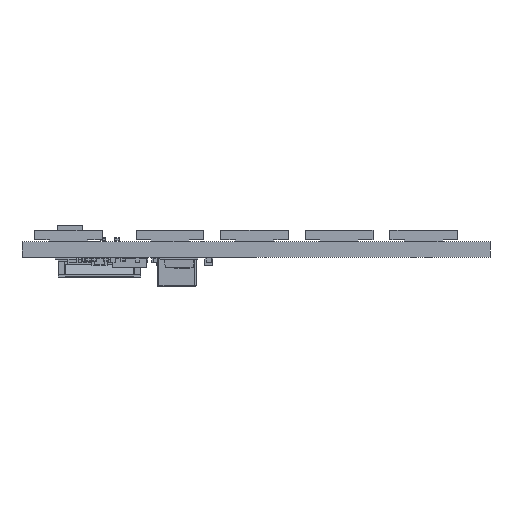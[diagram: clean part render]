
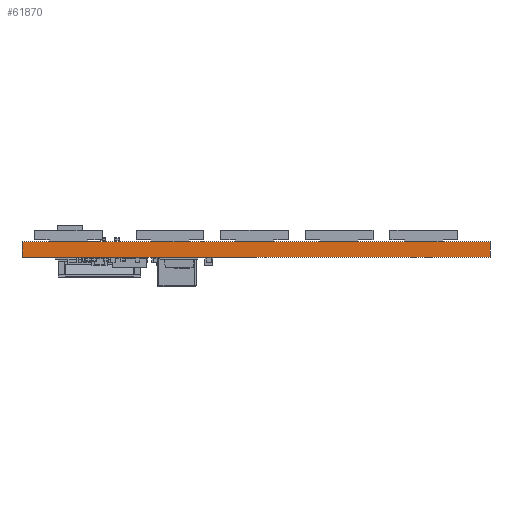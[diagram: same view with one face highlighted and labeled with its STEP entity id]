
A CAD part, left-side view. The second image highlights one B-rep face of the part: STEP entity #61870.
In plain terms, the highlighted planar face has unit normal (-1, 0, 0).
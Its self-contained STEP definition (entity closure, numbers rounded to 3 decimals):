
#61689 = PLANE('',#61690);
#61690 = AXIS2_PLACEMENT_3D('',#61691,#61692,#61693);
#61691 = CARTESIAN_POINT('',(138.4,-40.,0.));
#61692 = DIRECTION('',(0.,-1.,0.));
#61693 = DIRECTION('',(-1.,0.,0.));
#61714 = VERTEX_POINT('',#61715);
#61715 = CARTESIAN_POINT('',(90.,-40.,1.6));
#61729 = PLANE('',#61730);
#61730 = AXIS2_PLACEMENT_3D('',#61731,#61732,#61733);
#61731 = CARTESIAN_POINT('',(114.2,-64.2,1.6));
#61732 = DIRECTION('',(0.,0.,1.));
#61733 = DIRECTION('',(1.,0.,-0.));
#61741 = EDGE_CURVE('',#61742,#61714,#61744,.T.);
#61742 = VERTEX_POINT('',#61743);
#61743 = CARTESIAN_POINT('',(90.,-40.,0.));
#61744 = SURFACE_CURVE('',#61745,(#61749,#61756),.PCURVE_S1.);
#61745 = LINE('',#61746,#61747);
#61746 = CARTESIAN_POINT('',(90.,-40.,0.));
#61747 = VECTOR('',#61748,1.);
#61748 = DIRECTION('',(0.,0.,1.));
#61749 = PCURVE('',#61689,#61750);
#61750 = DEFINITIONAL_REPRESENTATION('',(#61751),#61755);
#61751 = LINE('',#61752,#61753);
#61752 = CARTESIAN_POINT('',(48.4,0.));
#61753 = VECTOR('',#61754,1.);
#61754 = DIRECTION('',(0.,-1.));
#61755 = ( GEOMETRIC_REPRESENTATION_CONTEXT(2) 
PARAMETRIC_REPRESENTATION_CONTEXT() REPRESENTATION_CONTEXT('2D SPACE',''
  ) );
#61756 = PCURVE('',#61757,#61762);
#61757 = PLANE('',#61758);
#61758 = AXIS2_PLACEMENT_3D('',#61759,#61760,#61761);
#61759 = CARTESIAN_POINT('',(90.,-40.,0.));
#61760 = DIRECTION('',(1.,0.,-0.));
#61761 = DIRECTION('',(0.,-1.,0.));
#61762 = DEFINITIONAL_REPRESENTATION('',(#61763),#61767);
#61763 = LINE('',#61764,#61765);
#61764 = CARTESIAN_POINT('',(0.,0.));
#61765 = VECTOR('',#61766,1.);
#61766 = DIRECTION('',(0.,-1.));
#61767 = ( GEOMETRIC_REPRESENTATION_CONTEXT(2) 
PARAMETRIC_REPRESENTATION_CONTEXT() REPRESENTATION_CONTEXT('2D SPACE',''
  ) );
#61783 = PLANE('',#61784);
#61784 = AXIS2_PLACEMENT_3D('',#61785,#61786,#61787);
#61785 = CARTESIAN_POINT('',(114.2,-64.2,0.));
#61786 = DIRECTION('',(0.,0.,1.));
#61787 = DIRECTION('',(1.,0.,-0.));
#61816 = PLANE('',#61817);
#61817 = AXIS2_PLACEMENT_3D('',#61818,#61819,#61820);
#61818 = CARTESIAN_POINT('',(90.,-88.4,0.));
#61819 = DIRECTION('',(0.,1.,0.));
#61820 = DIRECTION('',(1.,0.,0.));
#61870 = ADVANCED_FACE('',(#61871),#61757,.F.);
#61871 = FACE_BOUND('',#61872,.F.);
#61872 = EDGE_LOOP('',(#61873,#61874,#61897,#61920));
#61873 = ORIENTED_EDGE('',*,*,#61741,.T.);
#61874 = ORIENTED_EDGE('',*,*,#61875,.T.);
#61875 = EDGE_CURVE('',#61714,#61876,#61878,.T.);
#61876 = VERTEX_POINT('',#61877);
#61877 = CARTESIAN_POINT('',(90.,-88.4,1.6));
#61878 = SURFACE_CURVE('',#61879,(#61883,#61890),.PCURVE_S1.);
#61879 = LINE('',#61880,#61881);
#61880 = CARTESIAN_POINT('',(90.,-40.,1.6));
#61881 = VECTOR('',#61882,1.);
#61882 = DIRECTION('',(0.,-1.,0.));
#61883 = PCURVE('',#61757,#61884);
#61884 = DEFINITIONAL_REPRESENTATION('',(#61885),#61889);
#61885 = LINE('',#61886,#61887);
#61886 = CARTESIAN_POINT('',(0.,-1.6));
#61887 = VECTOR('',#61888,1.);
#61888 = DIRECTION('',(1.,0.));
#61889 = ( GEOMETRIC_REPRESENTATION_CONTEXT(2) 
PARAMETRIC_REPRESENTATION_CONTEXT() REPRESENTATION_CONTEXT('2D SPACE',''
  ) );
#61890 = PCURVE('',#61729,#61891);
#61891 = DEFINITIONAL_REPRESENTATION('',(#61892),#61896);
#61892 = LINE('',#61893,#61894);
#61893 = CARTESIAN_POINT('',(-24.2,24.2));
#61894 = VECTOR('',#61895,1.);
#61895 = DIRECTION('',(0.,-1.));
#61896 = ( GEOMETRIC_REPRESENTATION_CONTEXT(2) 
PARAMETRIC_REPRESENTATION_CONTEXT() REPRESENTATION_CONTEXT('2D SPACE',''
  ) );
#61897 = ORIENTED_EDGE('',*,*,#61898,.F.);
#61898 = EDGE_CURVE('',#61899,#61876,#61901,.T.);
#61899 = VERTEX_POINT('',#61900);
#61900 = CARTESIAN_POINT('',(90.,-88.4,0.));
#61901 = SURFACE_CURVE('',#61902,(#61906,#61913),.PCURVE_S1.);
#61902 = LINE('',#61903,#61904);
#61903 = CARTESIAN_POINT('',(90.,-88.4,0.));
#61904 = VECTOR('',#61905,1.);
#61905 = DIRECTION('',(0.,0.,1.));
#61906 = PCURVE('',#61757,#61907);
#61907 = DEFINITIONAL_REPRESENTATION('',(#61908),#61912);
#61908 = LINE('',#61909,#61910);
#61909 = CARTESIAN_POINT('',(48.4,0.));
#61910 = VECTOR('',#61911,1.);
#61911 = DIRECTION('',(0.,-1.));
#61912 = ( GEOMETRIC_REPRESENTATION_CONTEXT(2) 
PARAMETRIC_REPRESENTATION_CONTEXT() REPRESENTATION_CONTEXT('2D SPACE',''
  ) );
#61913 = PCURVE('',#61816,#61914);
#61914 = DEFINITIONAL_REPRESENTATION('',(#61915),#61919);
#61915 = LINE('',#61916,#61917);
#61916 = CARTESIAN_POINT('',(0.,0.));
#61917 = VECTOR('',#61918,1.);
#61918 = DIRECTION('',(0.,-1.));
#61919 = ( GEOMETRIC_REPRESENTATION_CONTEXT(2) 
PARAMETRIC_REPRESENTATION_CONTEXT() REPRESENTATION_CONTEXT('2D SPACE',''
  ) );
#61920 = ORIENTED_EDGE('',*,*,#61921,.F.);
#61921 = EDGE_CURVE('',#61742,#61899,#61922,.T.);
#61922 = SURFACE_CURVE('',#61923,(#61927,#61934),.PCURVE_S1.);
#61923 = LINE('',#61924,#61925);
#61924 = CARTESIAN_POINT('',(90.,-40.,0.));
#61925 = VECTOR('',#61926,1.);
#61926 = DIRECTION('',(0.,-1.,0.));
#61927 = PCURVE('',#61757,#61928);
#61928 = DEFINITIONAL_REPRESENTATION('',(#61929),#61933);
#61929 = LINE('',#61930,#61931);
#61930 = CARTESIAN_POINT('',(0.,0.));
#61931 = VECTOR('',#61932,1.);
#61932 = DIRECTION('',(1.,0.));
#61933 = ( GEOMETRIC_REPRESENTATION_CONTEXT(2) 
PARAMETRIC_REPRESENTATION_CONTEXT() REPRESENTATION_CONTEXT('2D SPACE',''
  ) );
#61934 = PCURVE('',#61783,#61935);
#61935 = DEFINITIONAL_REPRESENTATION('',(#61936),#61940);
#61936 = LINE('',#61937,#61938);
#61937 = CARTESIAN_POINT('',(-24.2,24.2));
#61938 = VECTOR('',#61939,1.);
#61939 = DIRECTION('',(0.,-1.));
#61940 = ( GEOMETRIC_REPRESENTATION_CONTEXT(2) 
PARAMETRIC_REPRESENTATION_CONTEXT() REPRESENTATION_CONTEXT('2D SPACE',''
  ) );
